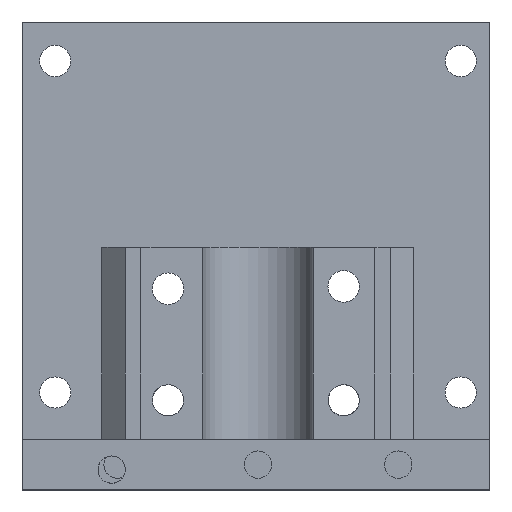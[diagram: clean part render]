
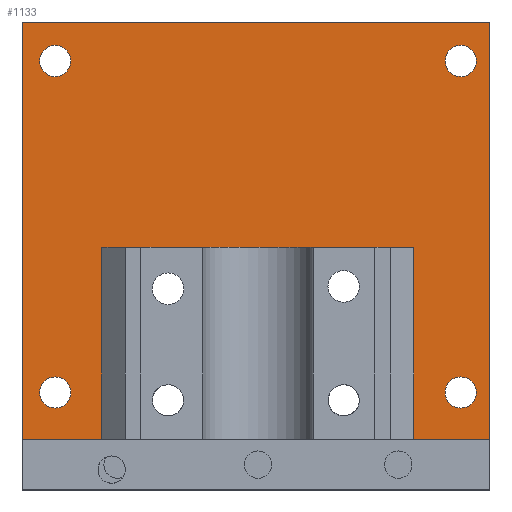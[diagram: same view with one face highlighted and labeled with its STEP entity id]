
A CAD part, front view. The second image highlights one B-rep face of the part: STEP entity #1133.
In plain terms, the highlighted planar face has unit normal (0, -1, 0).
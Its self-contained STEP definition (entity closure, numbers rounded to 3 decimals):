
#113=FACE_BOUND('',#277,.T.);
#114=FACE_BOUND('',#278,.T.);
#115=FACE_BOUND('',#279,.T.);
#116=FACE_BOUND('',#280,.T.);
#161=PLANE('',#1233);
#210=FACE_OUTER_BOUND('',#276,.T.);
#276=EDGE_LOOP('',(#970,#971,#972,#973,#974,#975,#976,#977));
#277=EDGE_LOOP('',(#978));
#278=EDGE_LOOP('',(#979));
#279=EDGE_LOOP('',(#980));
#280=EDGE_LOOP('',(#981));
#385=LINE('',#2060,#489);
#387=LINE('',#2066,#491);
#392=LINE('',#2074,#496);
#393=LINE('',#2077,#497);
#394=LINE('',#2079,#498);
#395=LINE('',#2081,#499);
#396=LINE('',#2083,#500);
#397=LINE('',#2084,#501);
#489=VECTOR('',#1463,10.);
#491=VECTOR('',#1467,10.);
#496=VECTOR('',#1476,10.);
#497=VECTOR('',#1479,10.);
#498=VECTOR('',#1480,10.);
#499=VECTOR('',#1481,10.);
#500=VECTOR('',#1482,10.);
#501=VECTOR('',#1483,10.);
#542=CIRCLE('',#1234,2.);
#543=CIRCLE('',#1235,2.);
#544=CIRCLE('',#1236,2.);
#545=CIRCLE('',#1237,2.);
#629=VERTEX_POINT('',#2056);
#630=VERTEX_POINT('',#2058);
#631=VERTEX_POINT('',#2062);
#633=VERTEX_POINT('',#2065);
#635=VERTEX_POINT('',#2076);
#636=VERTEX_POINT('',#2078);
#637=VERTEX_POINT('',#2080);
#638=VERTEX_POINT('',#2082);
#639=VERTEX_POINT('',#2085);
#640=VERTEX_POINT('',#2087);
#641=VERTEX_POINT('',#2089);
#642=VERTEX_POINT('',#2091);
#758=EDGE_CURVE('',#629,#630,#385,.T.);
#760=EDGE_CURVE('',#633,#631,#387,.T.);
#765=EDGE_CURVE('',#630,#633,#392,.T.);
#766=EDGE_CURVE('',#631,#635,#393,.T.);
#767=EDGE_CURVE('',#635,#636,#394,.T.);
#768=EDGE_CURVE('',#636,#637,#395,.T.);
#769=EDGE_CURVE('',#637,#638,#396,.T.);
#770=EDGE_CURVE('',#638,#629,#397,.T.);
#771=EDGE_CURVE('',#639,#639,#542,.T.);
#772=EDGE_CURVE('',#640,#640,#543,.T.);
#773=EDGE_CURVE('',#641,#641,#544,.T.);
#774=EDGE_CURVE('',#642,#642,#545,.T.);
#970=ORIENTED_EDGE('',*,*,#758,.T.);
#971=ORIENTED_EDGE('',*,*,#765,.T.);
#972=ORIENTED_EDGE('',*,*,#760,.T.);
#973=ORIENTED_EDGE('',*,*,#766,.T.);
#974=ORIENTED_EDGE('',*,*,#767,.T.);
#975=ORIENTED_EDGE('',*,*,#768,.T.);
#976=ORIENTED_EDGE('',*,*,#769,.T.);
#977=ORIENTED_EDGE('',*,*,#770,.T.);
#978=ORIENTED_EDGE('',*,*,#771,.T.);
#979=ORIENTED_EDGE('',*,*,#772,.T.);
#980=ORIENTED_EDGE('',*,*,#773,.T.);
#981=ORIENTED_EDGE('',*,*,#774,.T.);
#1133=ADVANCED_FACE('',(#210,#113,#114,#115,#116),#161,.F.);
#1233=AXIS2_PLACEMENT_3D('',#2075,#1477,#1478);
#1234=AXIS2_PLACEMENT_3D('',#2086,#1484,#1485);
#1235=AXIS2_PLACEMENT_3D('',#2088,#1486,#1487);
#1236=AXIS2_PLACEMENT_3D('',#2090,#1488,#1489);
#1237=AXIS2_PLACEMENT_3D('',#2092,#1490,#1491);
#1463=DIRECTION('',(0.,0.,1.));
#1467=DIRECTION('',(0.,0.,-1.));
#1476=DIRECTION('',(1.,0.,0.));
#1477=DIRECTION('center_axis',(0.,1.,0.));
#1478=DIRECTION('ref_axis',(0.,0.,1.));
#1479=DIRECTION('',(1.,0.,0.));
#1480=DIRECTION('',(0.,0.,1.));
#1481=DIRECTION('',(-1.,0.,0.));
#1482=DIRECTION('',(0.,0.,-1.));
#1483=DIRECTION('',(1.,0.,0.));
#1484=DIRECTION('center_axis',(0.,1.,0.));
#1485=DIRECTION('ref_axis',(1.,0.,0.));
#1486=DIRECTION('center_axis',(0.,1.,0.));
#1487=DIRECTION('ref_axis',(1.,0.,0.));
#1488=DIRECTION('center_axis',(0.,1.,0.));
#1489=DIRECTION('ref_axis',(1.,0.,0.));
#1490=DIRECTION('center_axis',(0.,1.,0.));
#1491=DIRECTION('ref_axis',(1.,0.,0.));
#2056=CARTESIAN_POINT('',(-130.247,-190.164,-240.059));
#2058=CARTESIAN_POINT('',(-130.247,-190.164,-215.459));
#2060=CARTESIAN_POINT('',(-130.247,-190.164,-228.309));
#2062=CARTESIAN_POINT('',(-90.247,-190.164,-240.059));
#2065=CARTESIAN_POINT('',(-90.247,-190.164,-215.459));
#2066=CARTESIAN_POINT('',(-90.247,-190.164,-228.309));
#2074=CARTESIAN_POINT('',(-110.369,-190.164,-215.459));
#2075=CARTESIAN_POINT('Origin',(-110.492,-190.164,-216.559));
#2076=CARTESIAN_POINT('',(-80.492,-190.164,-240.059));
#2077=CARTESIAN_POINT('',(-95.492,-190.164,-240.059));
#2078=CARTESIAN_POINT('',(-80.492,-190.164,-186.559));
#2079=CARTESIAN_POINT('',(-80.492,-190.164,-231.559));
#2080=CARTESIAN_POINT('',(-140.492,-190.164,-186.559));
#2081=CARTESIAN_POINT('',(-95.492,-190.164,-186.559));
#2082=CARTESIAN_POINT('',(-140.492,-190.164,-240.059));
#2083=CARTESIAN_POINT('',(-140.492,-190.164,-201.559));
#2084=CARTESIAN_POINT('',(-95.492,-190.164,-240.059));
#2085=CARTESIAN_POINT('',(-86.247,-190.164,-191.559));
#2086=CARTESIAN_POINT('Origin',(-84.247,-190.164,-191.559));
#2087=CARTESIAN_POINT('',(-86.247,-190.164,-234.059));
#2088=CARTESIAN_POINT('Origin',(-84.247,-190.164,-234.059));
#2089=CARTESIAN_POINT('',(-138.247,-190.164,-191.559));
#2090=CARTESIAN_POINT('Origin',(-136.247,-190.164,-191.559));
#2091=CARTESIAN_POINT('',(-138.247,-190.164,-234.059));
#2092=CARTESIAN_POINT('Origin',(-136.247,-190.164,-234.059));
